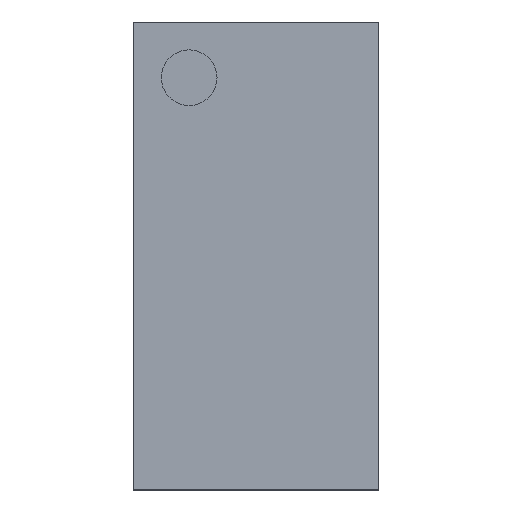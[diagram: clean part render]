
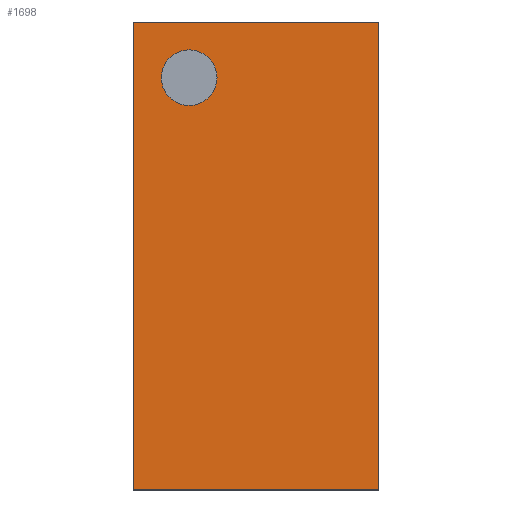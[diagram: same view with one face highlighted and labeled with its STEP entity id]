
A CAD part, top view. The second image highlights one B-rep face of the part: STEP entity #1698.
In plain terms, the highlighted planar face has unit normal (0, 0, 1).
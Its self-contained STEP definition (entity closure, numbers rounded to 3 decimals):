
#16=FACE_BOUND($,#189,.T.);
#19=CIRCLE($,#1781,0.125);
#86=FACE_OUTER_BOUND($,#188,.T.);
#188=EDGE_LOOP($,(#1349,#1350,#1351,#1352));
#189=EDGE_LOOP($,(#1353));
#363=LINE($,#2574,#591);
#370=LINE($,#2586,#598);
#372=LINE($,#2589,#600);
#373=LINE($,#2591,#601);
#591=VECTOR($,#2095,2.1);
#598=VECTOR($,#2106,2.1);
#600=VECTOR($,#2110,1.1);
#601=VECTOR($,#2113,1.1);
#707=VERTEX_POINT($,#2348);
#783=VERTEX_POINT($,#2571);
#784=VERTEX_POINT($,#2573);
#786=VERTEX_POINT($,#2583);
#787=VERTEX_POINT($,#2585);
#867=EDGE_CURVE($,#707,#707,#19,.T.);
#977=EDGE_CURVE($,#784,#783,#363,.T.);
#984=EDGE_CURVE($,#787,#786,#370,.T.);
#986=EDGE_CURVE($,#783,#787,#372,.T.);
#987=EDGE_CURVE($,#786,#784,#373,.T.);
#1349=ORIENTED_EDGE($,*,*,#987,.T.);
#1350=ORIENTED_EDGE($,*,*,#977,.T.);
#1351=ORIENTED_EDGE($,*,*,#986,.T.);
#1352=ORIENTED_EDGE($,*,*,#984,.T.);
#1353=ORIENTED_EDGE($,*,*,#867,.T.);
#1598=PLANE($,#1824);
#1698=ADVANCED_FACE($,(#86,#16),#1598,.T.);
#1781=AXIS2_PLACEMENT_3D($,#2349,#1908,#1909);
#1824=AXIS2_PLACEMENT_3D($,#2592,#2114,#2115);
#1908=DIRECTION('center_axis',(0.,0.,-1.));
#1909=DIRECTION('ref_axis',(-1.,0.,0.));
#2095=DIRECTION($,(0.,1.,0.));
#2106=DIRECTION($,(0.,-1.,0.));
#2110=DIRECTION($,(-1.,0.,0.));
#2113=DIRECTION($,(1.,0.,0.));
#2114=DIRECTION('center_axis',(0.,0.,1.));
#2115=DIRECTION('ref_axis',(1.,0.,0.));
#2348=CARTESIAN_POINT('',(-0.175,0.8,0.43));
#2349=CARTESIAN_POINT('Origin',(-0.3,0.8,0.43));
#2571=CARTESIAN_POINT('',(0.55,1.05,0.43));
#2573=CARTESIAN_POINT('',(0.55,-1.05,0.43));
#2574=CARTESIAN_POINT($,(0.55,0.,0.43));
#2583=CARTESIAN_POINT('',(-0.55,-1.05,0.43));
#2585=CARTESIAN_POINT('',(-0.55,1.05,0.43));
#2586=CARTESIAN_POINT($,(-0.55,0.,0.43));
#2589=CARTESIAN_POINT($,(0.,1.05,0.43));
#2591=CARTESIAN_POINT($,(0.,-1.05,0.43));
#2592=CARTESIAN_POINT('Origin',(-0.577,0.593,0.43));
